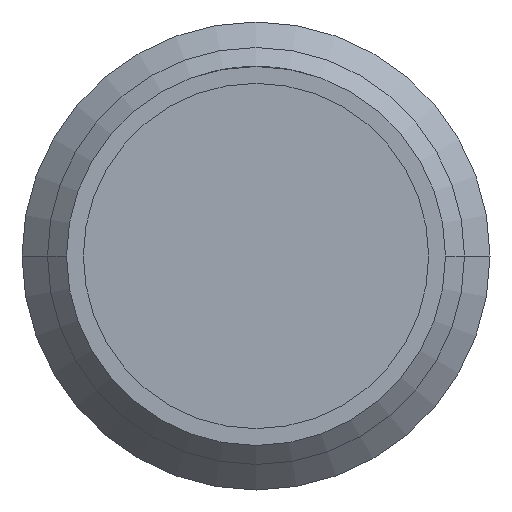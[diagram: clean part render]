
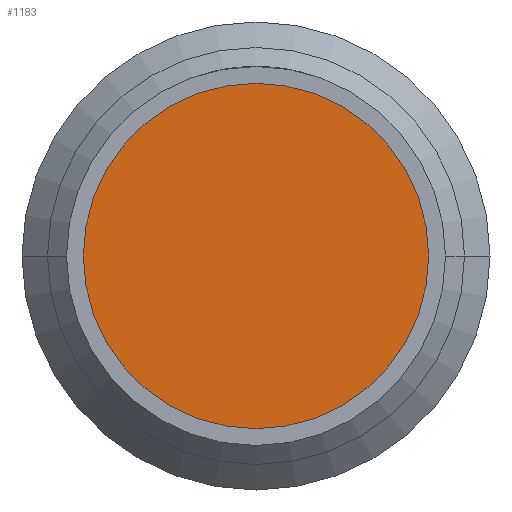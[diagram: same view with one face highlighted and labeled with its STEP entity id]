
A CAD part, front view. The second image highlights one B-rep face of the part: STEP entity #1183.
In plain terms, the highlighted planar face has unit normal (0, -1, 0).
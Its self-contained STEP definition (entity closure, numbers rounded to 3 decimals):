
#47=CARTESIAN_POINT('',(0.,-32.519,0.));
#48=DIRECTION('',(0.,1.,0.));
#49=DIRECTION('',(1.,0.,0.));
#50=AXIS2_PLACEMENT_3D('',#47,#48,#49);
#52=CARTESIAN_POINT('',(0.,-32.519,0.));
#53=DIRECTION('',(0.,-1.,0.));
#54=DIRECTION('',(1.,0.,0.));
#55=AXIS2_PLACEMENT_3D('',#52,#53,#54);
#988=CARTESIAN_POINT('',(8.2,-32.519,0.));
#990=VERTEX_POINT('',#988);
#992=CARTESIAN_POINT('',(-8.2,-32.519,0.));
#994=VERTEX_POINT('',#992);
#1172=CARTESIAN_POINT('',(0.,-32.519,0.));
#1173=DIRECTION('',(0.,-1.,0.));
#1174=DIRECTION('',(-1.,0.,0.));
#1175=AXIS2_PLACEMENT_3D('',#1172,#1173,#1174);
#1176=PLANE('',#1175);
#1178=ORIENTED_EDGE('',*,*,#1177,.T.);
#1180=ORIENTED_EDGE('',*,*,#1179,.F.);
#1181=EDGE_LOOP('',(#1178,#1180));
#1182=FACE_OUTER_BOUND('',#1181,.F.);
#1183=ADVANCED_FACE('',(#1182),#1176,.T.);
#51=CIRCLE('',#50,8.2);
#56=CIRCLE('',#55,8.2);
#1177=EDGE_CURVE('',#990,#994,#51,.T.);
#1179=EDGE_CURVE('',#990,#994,#56,.T.);
